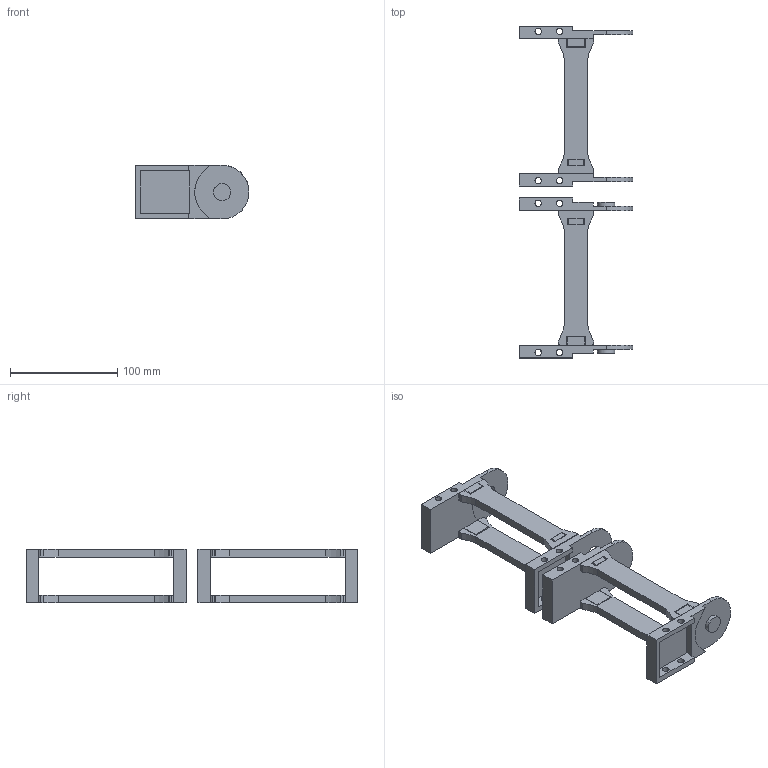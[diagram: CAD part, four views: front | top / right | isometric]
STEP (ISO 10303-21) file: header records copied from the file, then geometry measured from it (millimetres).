
FILE_DESCRIPTION(/* description */ (''),/* implementation_level */ '2;1');
FILE_NAME(/* name */ 'POD917~1',/* time_stamp */ '2023-03-30T10:03:15-03:00',/* author */ (''),/* organization */ (''),/* preprocessor_version */ 'ST-DEVELOPER v15',/* originating_system */ '',/* authorisation */ '');
FILE_SCHEMA (('AUTOMOTIVE_DESIGN'));
Length unit declared in the file: centimetre
Products named in the file (1): Document
Bounding box: 105.98 x 308.98 x 50.26 mm (x, y, z)
Volume: 127039.9 mm3; surface area: 96231.3 mm2
Topology: 6 solids, 8 shells, 331 faces, 924 edges, 614 vertices
Faces by surface type: plane 213, bspline 118
Entity records: 9859 total; most frequent: CARTESIAN_POINT 4107, ORIENTED_EDGE 1814, EDGE_CURVE 924, VERTEX_POINT 614, B_SPLINE_CURVE_WITH_KNOTS 529, EDGE_LOOP 394, ADVANCED_FACE 331, FACE_OUTER_BOUND 331
